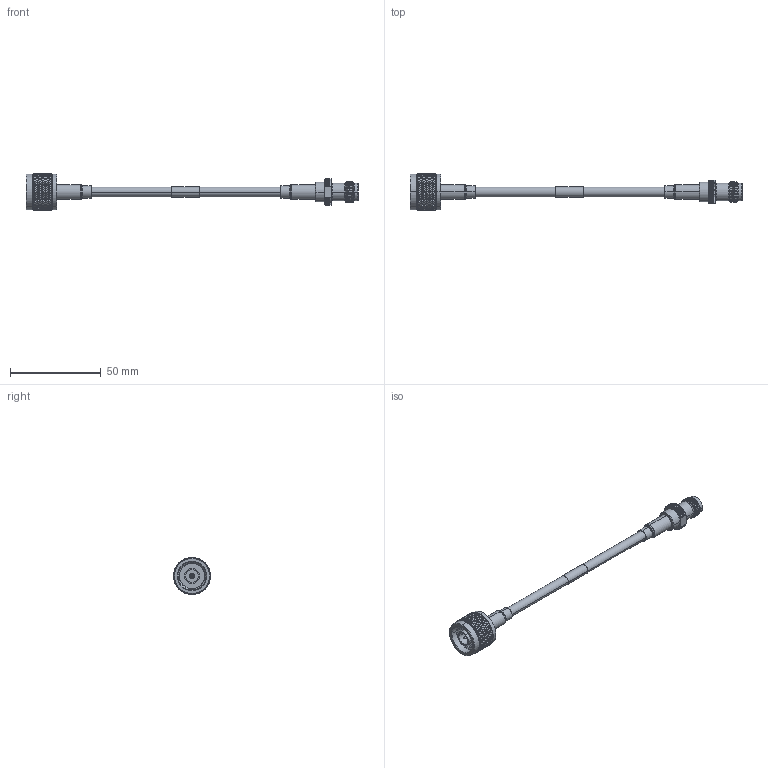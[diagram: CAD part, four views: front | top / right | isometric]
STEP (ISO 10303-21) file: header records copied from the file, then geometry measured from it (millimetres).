
FILE_DESCRIPTION (( 'STEP AP203' ), '1' );
FILE_NAME ('FMCA2758.STEP', '2022-03-09T19:34:22', ( '' ), ( '' ), 'SwSTEP 2.0', 'SolidWorks 2021', '' );
FILE_SCHEMA (( 'CONFIG_CONTROL_DESIGN' ));
Length unit declared in the file: millimetre
Products named in the file (5): FMCN1752_WITH FERRULE; RG223_with label; SC4263_SC 4263 -RG223; FMCA2758; CA-240-MA1_.75" Long
Assembly tree (5 placements, depth 2):
  FMCA2758
    RG223_with label
    SC4263_SC 4263 -RG223
    CA-240-MA1_.75" Long  x2
    FMCN1752_WITH FERRULE
Bounding box: 183.26 x 20.32 x 20.32 mm (x, y, z)
Volume: 9083.1 mm3; surface area: 10507.1 mm2
Topology: 8 solids, 8 shells, 2700 faces, 5780 edges, 3111 vertices
Faces by surface type: bspline 1798, cylinder 588, plane 153, cone 141, torus 20
Entity records: 102220 total; most frequent: CARTESIAN_POINT 64404, ORIENTED_EDGE 11472, EDGE_CURVE 5736, DIRECTION 3171, VERTEX_POINT 3087, EDGE_LOOP 2701, FACE_OUTER_BOUND 2678, ADVANCED_FACE 2678
